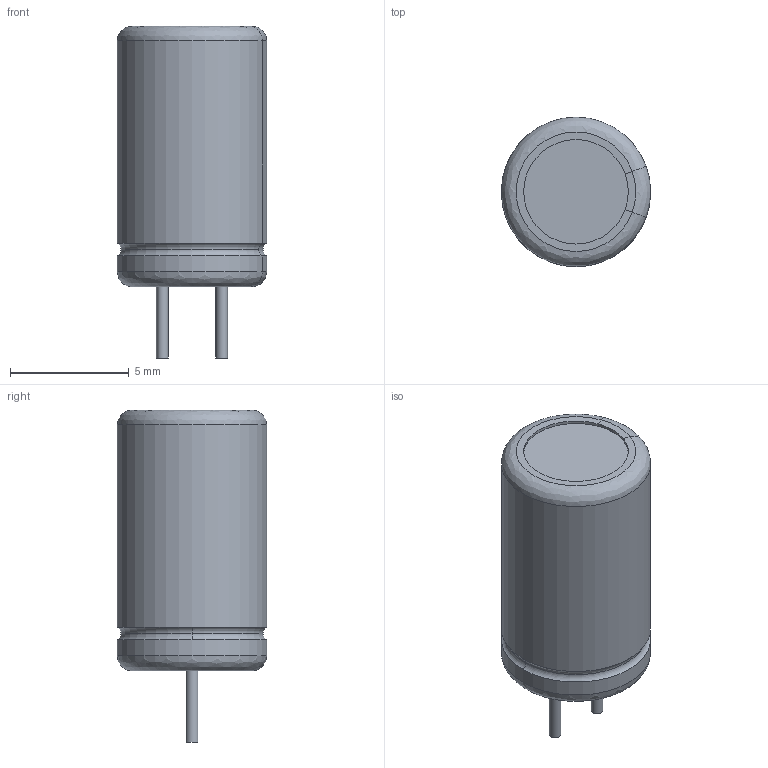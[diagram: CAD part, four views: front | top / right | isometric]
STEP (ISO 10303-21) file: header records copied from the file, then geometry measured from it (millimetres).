
FILE_DESCRIPTION(('Open CASCADE Model'),'2;1');
FILE_NAME('Open CASCADE Shape Model','2024-11-17T17:52:43',('Author'),('Open CASCADE'),'Open CASCADE STEP processor 7.7','Open CASCADE 7.7','Unknown');
FILE_SCHEMA(('AUTOMOTIVE_DESIGN { 1 0 10303 214 1 1 1 1 }'));
Length unit declared in the file: millimetre
Products named in the file (1): CAPPRD250W50D630H1100
Bounding box: 6.3 x 6.3 x 14 mm (x, y, z)
Volume: 335.9 mm3; surface area: 284.1 mm2
Topology: 1 solids, 1 shells, 27 faces, 54 edges, 31 vertices
Faces by surface type: cylinder 10, plane 8, torus 5, revolution 4
Full cylindrical faces by diameter (mm): 0.5 x2
Entity records: 510 total; most frequent: ORIENTED_EDGE 103, CARTESIAN_POINT 55, EDGE_CURVE 54, VERTEX_POINT 31, AXIS2_PLACEMENT_3D 29, FACE_BOUND 29, EDGE_LOOP 29, ADVANCED_FACE 27
